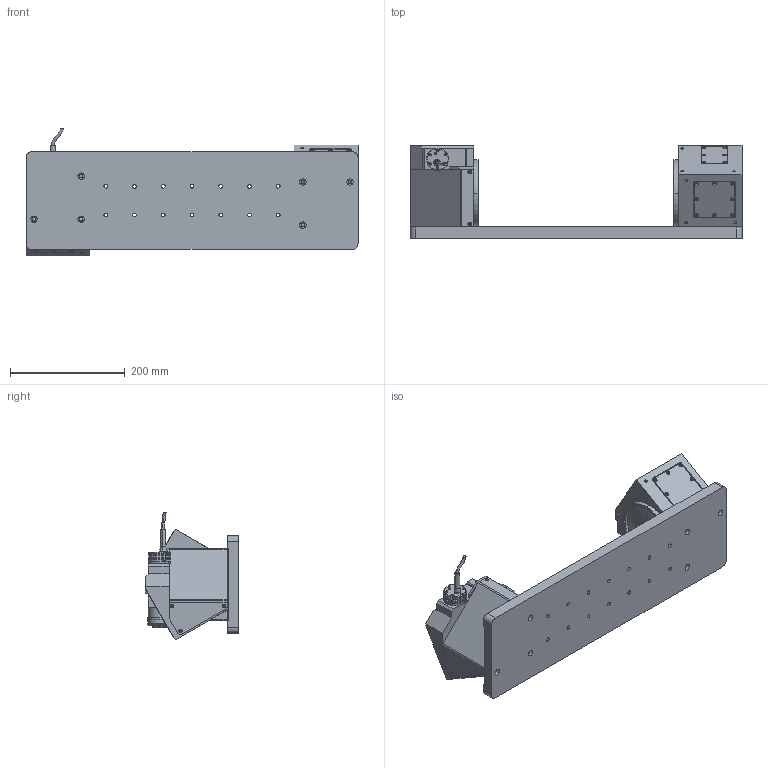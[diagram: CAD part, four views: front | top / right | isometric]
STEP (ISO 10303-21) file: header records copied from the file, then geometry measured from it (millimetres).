
FILE_DESCRIPTION (( 'STEP AP214' ), '1' );
FILE_NAME ('TCCRBENCH080.STEP', '2015-07-29T09:20:21', ( '' ), ( '' ), 'SwSTEP 2.0', 'SolidWorks 2013', '' );
FILE_SCHEMA (( 'AUTOMOTIVE_DESIGN' ));
Length unit declared in the file: millimetre
Products named in the file (1): TCCRBENCH080
Bounding box: 577.85 x 162 x 222.73 mm (x, y, z)
Surface area: 449369.2 mm2 (no closed solid volume)
Topology: 0 solids, 29 shells, 597 faces, 1878 edges, 1308 vertices
Faces by surface type: cylinder 288, plane 193, cone 108, sphere 4, bspline 2, torus 2
Entity records: 28120 total; most frequent: CARTESIAN_POINT 4222, DIRECTION 3913, ORIENTED_EDGE 3121, EDGE_CURVE 1878, AXIS2_PLACEMENT_3D 1471, VERTEX_POINT 1308, VECTOR 971, LINE 971
